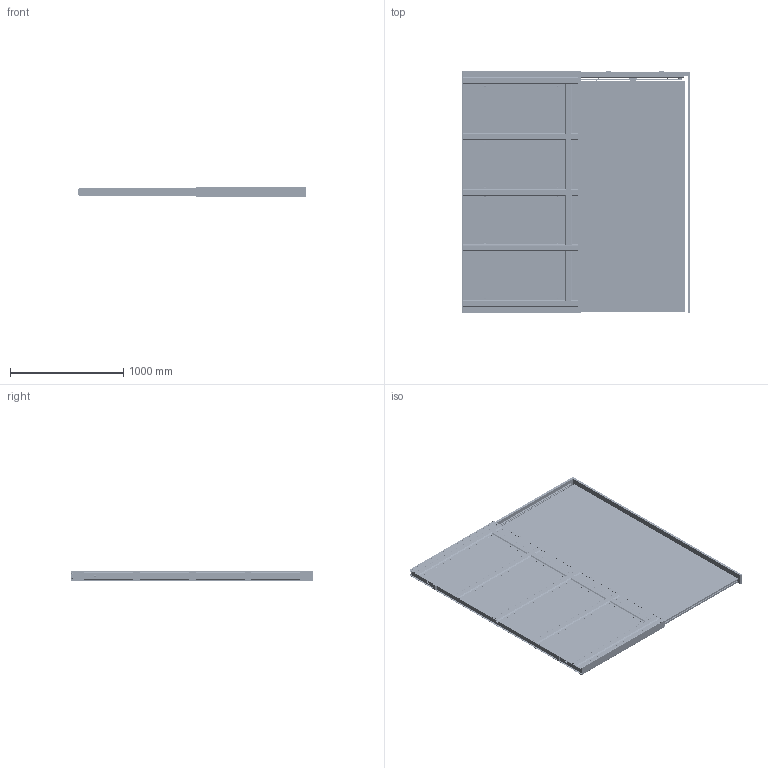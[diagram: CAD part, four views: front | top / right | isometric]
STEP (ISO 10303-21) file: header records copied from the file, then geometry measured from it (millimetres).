
FILE_DESCRIPTION(/* description */ (''),/* implementation_level */ '2;1');
FILE_NAME(/* name */ 'SAF-INSIDE90M.stp',/* time_stamp */ '2019-08-08T11:30:12+02:00',/* author */ ('Marc'),/* organization */ (''),/* preprocessor_version */ 'ST-DEVELOPER v17.2',/* originating_system */ 'Autodesk Inventor 2019',/* authorisation */ '');
FILE_SCHEMA (('AUTOMOTIVE_DESIGN { 1 0 10303 214 3 1 1 }'));
Products named in the file (67): SAF-INSIDE90M; 22540; 23573; Moteur Widoor inside; platine WIDOOR INSIDE_A;  _1; PCMW-0001-0100; Pièce354; Moteur 404-636 GMPG;  _2; Circuit radio; Connecteur male; Connecteur FEMELLE; 09-65-2068; 009501061; HTSN-M3-10-8-1; MPC-0002-001; MPC-0002-002; MPC-0002-005; wimo; 21698_A; ISO 7045 - M3 x 5 - 4.8 - Z; 22344; 21839 essai; SAF-INSIDE90M courroie 10172; 11145_1845; 11218; 20820; 20825_A; 20821; 09176; PV11200; 20828_A; 06007; 09015; 06103; 04027; 23570; 20616; Poulie Siobra siobra moteur ...
Assembly tree (111 placements, depth 5):
  SAF-INSIDE90M
    22540
    23573
      Moteur Widoor inside
        platine WIDOOR INSIDE_A
           x2
         _1  x2
        PCMW-0001-0100
        Pièce354
        Moteur 404-636 GMPG
         _2
          Circuit radio
          Connecteur male
        Connecteur FEMELLE
        09-65-2068
        009501061
        HTSN-M3-10-8-1  x4
        MPC-0002-001
        MPC-0002-002
        ISO 7045 - M3 x 5 - 4.8 - Z  x8
        MPC-0002-005
        wimo
        21698_A
        09188
      22344
      21839 essai  x2
      SAF-INSIDE90M courroie 10172
      11145_1845
      11218  x2
        20820
        20825_A
        20821
        09176
        PV11200
          20828_A
          06007
          09015
        06103
      04027  x2
      23570
      20616
        Poulie Siobra siobra moteur
        20617
        09179
      vis tete ronde M6x40
      Attache courroie crantée p14  x2
      16382  x2
      22341
      23571
      09188
    23569
    22340
    porte 930x2040 cadre+isorel
    20812  x2
    22817
      22558_A  x2
      22547  x2
      22551
      22581
      22584
Bounding box: 2008.8 x 2139.8 x 95 mm (x, y, z)
Volume: 33902344.6 mm3; surface area: 23869303.7 mm2
Topology: 147 solids, 149 shells, 10735 faces, 29465 edges, 19330 vertices
Faces by surface type: plane 7461, cylinder 2000, bspline 481, torus 333, cone 325, sphere 135
Full cylindrical faces by diameter (mm): 1 x8, 1.151 x2, 1.25 x2, 1.3 x6, 1.6 x1, 2 x8, 2.3 x4, 2.45 x2, 2.459 x4, 2.5 x10, 2.729 x8, 2.8 x4, 3 x10, 3.2 x12, 3.242 x2, 3.25 x2, 3.3 x3, 3.7 x144, 4 x8, 4.2 x3, 4.3 x3, 4.5 x11, 4.8 x16, 4.917 x3, 5 x50, 5.05 x1, 5.5 x8, 6 x34, 6.1 x1, 6.5 x4
Entity records: 177007 total; most frequent: CARTESIAN_POINT 41460, ORIENTED_EDGE 28032, DIRECTION 27123, EDGE_CURVE 14016, VERTEX_POINT 9222, LINE 9079, VECTOR 9079, AXIS2_PLACEMENT_3D 9022
